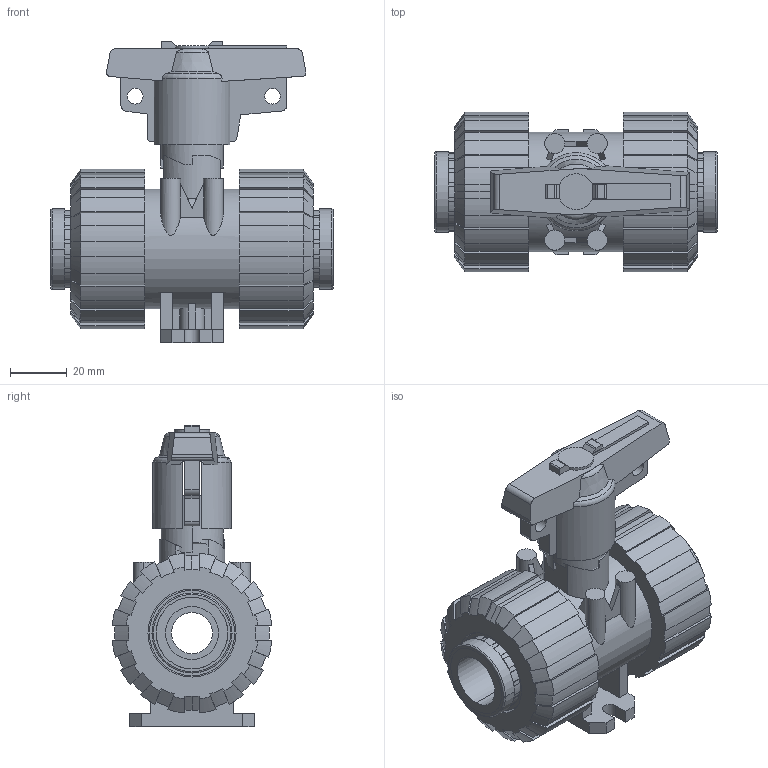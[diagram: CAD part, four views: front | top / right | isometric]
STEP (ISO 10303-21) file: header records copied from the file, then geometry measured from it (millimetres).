
FILE_DESCRIPTION(('STEP AP214'),'1');
FILE_NAME('cctmp_E5D670E2-78DD-4C08-BCCA-860B77A727BB_2021_10_21_13_07_30_0890..stp','2021-10-21T11:07:31',('Praher Valves GmbH'),('CADClick - www.CADClick.com'),'Spatial InterOp 3D',' ','unknown authorization');
FILE_SCHEMA(('AUTOMOTIVE_DESIGN'));
Length unit declared in the file: millimetre
Products named in the file (7): cc_unnamed; 210391_5; 210391_4; 210391_3; 210391_2; 210391_1; 210391
Assembly tree (6 placements, depth 2):
  cc_unnamed
    210391_5
    210391_4
    210391_3
    210391_2
    210391_1
    210391
Bounding box: 99.5 x 56.28 x 106.17 mm (x, y, z)
Volume: 194178.8 mm3; surface area: 64330.7 mm2
Topology: 8 solids, 8 shells, 587 faces, 1676 edges, 1116 vertices
Faces by surface type: plane 285, cylinder 206, cone 84, torus 12
Entity records: 24695 total; most frequent: CARTESIAN_POINT 4375, ORIENTED_EDGE 3352, DIRECTION 3248, EDGE_CURVE 1676, AXIS2_PLACEMENT_3D 1170, VERTEX_POINT 1116, LINE 908, VECTOR 908
